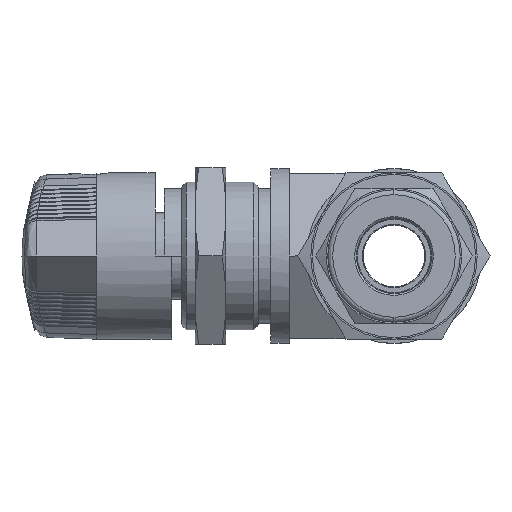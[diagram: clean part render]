
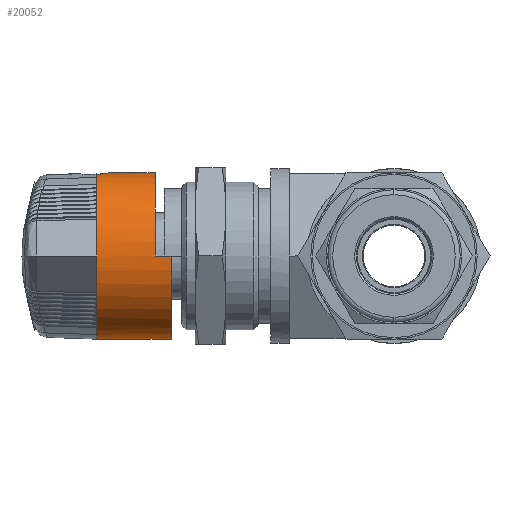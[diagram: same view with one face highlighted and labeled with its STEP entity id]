
A CAD part, left-side view. The second image highlights one B-rep face of the part: STEP entity #20052.
In plain terms, the highlighted cylindrical face has radius 13.5 mm (diameter 27 mm), a partial arc.
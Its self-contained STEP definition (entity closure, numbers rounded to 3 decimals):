
#16575 = VERTEX_POINT('',#16576);
#16576 = CARTESIAN_POINT('',(0.,10.2,13.5));
#16595 = EDGE_CURVE('',#16596,#16575,#16598,.T.);
#16596 = VERTEX_POINT('',#16597);
#16597 = CARTESIAN_POINT('',(-2.449,12.2,13.276));
#16598 = B_SPLINE_CURVE_WITH_KNOTS('',3,(#16599,#16600,#16601,#16602,
    #16603,#16604,#16605,#16606,#16607,#16608),.UNSPECIFIED.,.F.,.F.,(4,
    2,2,2,4),(0.,0.001,0.002,
    0.003,0.003),.UNSPECIFIED.);
#16599 = CARTESIAN_POINT('',(-2.449,12.2,13.276));
#16600 = CARTESIAN_POINT('',(-2.392,11.918,
    13.287));
#16601 = CARTESIAN_POINT('',(-2.288,11.652,
    13.306));
#16602 = CARTESIAN_POINT('',(-1.99,11.16,
    13.353));
#16603 = CARTESIAN_POINT('',(-1.804,10.946,
    13.381));
#16604 = CARTESIAN_POINT('',(-1.359,10.582,
    13.433));
#16605 = CARTESIAN_POINT('',(-1.111,10.442,
    13.457));
#16606 = CARTESIAN_POINT('',(-0.57,10.249,
    13.491));
#16607 = CARTESIAN_POINT('',(-0.288,10.2,13.5));
#16608 = CARTESIAN_POINT('',(0.,10.2,13.5));
#16725 = VERTEX_POINT('',#16726);
#16726 = CARTESIAN_POINT('',(0.,12.2,-13.5));
#16732 = EDGE_CURVE('',#16725,#16733,#16735,.T.);
#16733 = VERTEX_POINT('',#16734);
#16734 = CARTESIAN_POINT('',(-4.403,12.2,-12.762));
#16735 = CIRCLE('',#16736,13.5);
#16736 = AXIS2_PLACEMENT_3D('',#16737,#16738,#16739);
#16737 = CARTESIAN_POINT('',(0.,12.2,0.
    ));
#16738 = DIRECTION('',(0.,1.,0.));
#16739 = DIRECTION('',(0.,0.,-1.));
#16756 = EDGE_CURVE('',#16575,#16757,#16759,.T.);
#16757 = VERTEX_POINT('',#16758);
#16758 = CARTESIAN_POINT('',(0.,2.7,13.5));
#16759 = LINE('',#16760,#16761);
#16760 = CARTESIAN_POINT('',(0.,10.2,13.5));
#16761 = VECTOR('',#16762,1.);
#16762 = DIRECTION('',(0.,-1.,0.));
#16765 = VERTEX_POINT('',#16766);
#16766 = CARTESIAN_POINT('',(0.,2.7,-13.5));
#16773 = EDGE_CURVE('',#16765,#16725,#16774,.T.);
#16774 = LINE('',#16775,#16776);
#16775 = CARTESIAN_POINT('',(0.,2.7,-13.5));
#16776 = VECTOR('',#16777,1.);
#16777 = DIRECTION('',(0.,1.,0.));
#18895 = EDGE_CURVE('',#16733,#18896,#18898,.T.);
#18896 = VERTEX_POINT('',#18897);
#18897 = CARTESIAN_POINT('',(-10.437,12.2,-8.563));
#18898 = CIRCLE('',#18899,13.5);
#18899 = AXIS2_PLACEMENT_3D('',#18900,#18901,#18902);
#18900 = CARTESIAN_POINT('',(0.,12.2,0.)
  );
#18901 = DIRECTION('',(0.,1.,0.));
#18902 = DIRECTION('',(-0.326,0.,
    -0.945));
#18929 = VERTEX_POINT('',#18930);
#18930 = CARTESIAN_POINT('',(-10.437,12.2,8.563));
#18936 = EDGE_CURVE('',#18929,#18937,#18939,.T.);
#18937 = VERTEX_POINT('',#18938);
#18938 = CARTESIAN_POINT('',(-4.403,12.2,12.762));
#18939 = CIRCLE('',#18940,13.5);
#18940 = AXIS2_PLACEMENT_3D('',#18941,#18942,#18943);
#18941 = CARTESIAN_POINT('',(0.,12.2,0.));
#18942 = DIRECTION('',(0.,1.,0.));
#18943 = DIRECTION('',(-0.773,0.,0.634
    ));
#19498 = VERTEX_POINT('',#19499);
#19499 = CARTESIAN_POINT('',(-10.794,21.177,
    8.108));
#19527 = VERTEX_POINT('',#19528);
#19528 = CARTESIAN_POINT('',(-13.498,22.299,
    -0.219));
#19535 = EDGE_CURVE('',#19527,#19498,#19536,.T.);
#19536 = B_SPLINE_CURVE_WITH_KNOTS('',3,(#19537,#19538,#19539,#19540,
    #19541,#19542,#19543,#19544,#19545,#19546,#19547,#19548,#19549,
    #19550,#19551,#19552),.UNSPECIFIED.,.F.,.F.,(4,2,2,2,2,2,2,4),(0.,
    0.,0.001,0.002,
    0.005,0.006,0.007,
    0.009),.UNSPECIFIED.);
#19537 = CARTESIAN_POINT('',(-13.498,22.299,
    -0.219));
#19538 = CARTESIAN_POINT('',(-13.499,22.3,
    -0.148));
#19539 = CARTESIAN_POINT('',(-13.5,22.3,
    -0.077));
#19540 = CARTESIAN_POINT('',(-13.5,22.3,
    0.358));
#19541 = CARTESIAN_POINT('',(-13.486,22.294,
    0.723));
#19542 = CARTESIAN_POINT('',(-13.427,22.267,
    1.452));
#19543 = CARTESIAN_POINT('',(-13.382,22.247,
    1.818));
#19544 = CARTESIAN_POINT('',(-13.204,22.167,
    2.908));
#19545 = CARTESIAN_POINT('',(-13.027,22.089,
    3.614));
#19546 = CARTESIAN_POINT('',(-12.682,21.939,
    4.642));
#19547 = CARTESIAN_POINT('',(-12.553,21.884,
    4.98));
#19548 = CARTESIAN_POINT('',(-12.268,21.763,
    5.646));
#19549 = CARTESIAN_POINT('',(-12.111,21.698,
    5.975));
#19550 = CARTESIAN_POINT('',(-11.605,21.49,
    6.935));
#19551 = CARTESIAN_POINT('',(-11.222,21.338,
    7.538));
#19552 = CARTESIAN_POINT('',(-10.794,21.177,
    8.108));
#19585 = EDGE_CURVE('',#19586,#19527,#19588,.T.);
#19586 = VERTEX_POINT('',#19587);
#19587 = CARTESIAN_POINT('',(-10.794,21.177,
    -8.108));
#19588 = B_SPLINE_CURVE_WITH_KNOTS('',3,(#19589,#19590,#19591,#19592,
    #19593,#19594,#19595,#19596,#19597,#19598,#19599,#19600,#19601,
    #19602),.UNSPECIFIED.,.F.,.F.,(4,2,2,2,2,2,4),(0.,0.001
    ,0.002,0.004,0.005,
    0.007,0.009),.UNSPECIFIED.);
#19589 = CARTESIAN_POINT('',(-10.794,21.177,
    -8.108));
#19590 = CARTESIAN_POINT('',(-11.008,21.257,
    -7.824));
#19591 = CARTESIAN_POINT('',(-11.211,21.336,
    -7.53));
#19592 = CARTESIAN_POINT('',(-11.595,21.487,
    -6.923));
#19593 = CARTESIAN_POINT('',(-11.777,21.561,
    -6.609));
#19594 = CARTESIAN_POINT('',(-12.282,21.768,
    -5.65));
#19595 = CARTESIAN_POINT('',(-12.565,21.888,
    -4.989));
#19596 = CARTESIAN_POINT('',(-12.91,22.038,
    -3.965));
#19597 = CARTESIAN_POINT('',(-13.011,22.082,
    -3.617));
#19598 = CARTESIAN_POINT('',(-13.187,22.16,
    -2.911));
#19599 = CARTESIAN_POINT('',(-13.262,22.193,
    -2.551));
#19600 = CARTESIAN_POINT('',(-13.429,22.268,
    -1.532));
#19601 = CARTESIAN_POINT('',(-13.488,22.295,
    -0.876));
#19602 = CARTESIAN_POINT('',(-13.498,22.299,
    -0.219));
#19827 = EDGE_CURVE('',#19498,#18929,#19828,.T.);
#19828 = ( BOUNDED_CURVE() B_SPLINE_CURVE(3,(#19829,#19830,#19831,#19832
),.UNSPECIFIED.,.F.,.F.) B_SPLINE_CURVE_WITH_KNOTS((4,4),(0.,
0.043),.PIECEWISE_BEZIER_KNOTS.) CURVE() 
GEOMETRIC_REPRESENTATION_ITEM() RATIONAL_B_SPLINE_CURVE((1.,
1.,1.,1.)) REPRESENTATION_ITEM('') );
#19829 = CARTESIAN_POINT('',(-10.794,21.177,
    8.108));
#19830 = CARTESIAN_POINT('',(-10.678,18.086,
    8.262));
#19831 = CARTESIAN_POINT('',(-10.559,15.093,
    8.414));
#19832 = CARTESIAN_POINT('',(-10.437,12.2,8.563));
#19875 = EDGE_CURVE('',#18896,#19586,#19876,.T.);
#19876 = ( BOUNDED_CURVE() B_SPLINE_CURVE(3,(#19877,#19878,#19879,#19880
),.UNSPECIFIED.,.F.,.F.) B_SPLINE_CURVE_WITH_KNOTS((4,4),(0.,
0.043),.PIECEWISE_BEZIER_KNOTS.) CURVE() 
GEOMETRIC_REPRESENTATION_ITEM() RATIONAL_B_SPLINE_CURVE((1.,
1.,1.,1.)) REPRESENTATION_ITEM('') );
#19877 = CARTESIAN_POINT('',(-10.437,12.2,-8.563));
#19878 = CARTESIAN_POINT('',(-10.559,15.093,
    -8.414));
#19879 = CARTESIAN_POINT('',(-10.678,18.086,
    -8.262));
#19880 = CARTESIAN_POINT('',(-10.794,21.177,
    -8.108));
#20052 = ADVANCED_FACE('',(#20053),#20104,.T.);
#20053 = FACE_BOUND('',#20054,.T.);
#20054 = EDGE_LOOP('',(#20055,#20056,#20057,#20064,#20065,#20066,#20067,
    #20068,#20069,#20070,#20071,#20072,#20080,#20089,#20097));
#20055 = ORIENTED_EDGE('',*,*,#16756,.F.);
#20056 = ORIENTED_EDGE('',*,*,#16595,.F.);
#20057 = ORIENTED_EDGE('',*,*,#20058,.T.);
#20058 = EDGE_CURVE('',#16596,#18937,#20059,.T.);
#20059 = CIRCLE('',#20060,13.5);
#20060 = AXIS2_PLACEMENT_3D('',#20061,#20062,#20063);
#20061 = CARTESIAN_POINT('',(0.,12.2,0.
    ));
#20062 = DIRECTION('',(0.,-1.,0.));
#20063 = DIRECTION('',(-0.181,0.,0.983
    ));
#20064 = ORIENTED_EDGE('',*,*,#18936,.F.);
#20065 = ORIENTED_EDGE('',*,*,#19827,.F.);
#20066 = ORIENTED_EDGE('',*,*,#19535,.F.);
#20067 = ORIENTED_EDGE('',*,*,#19585,.F.);
#20068 = ORIENTED_EDGE('',*,*,#19875,.F.);
#20069 = ORIENTED_EDGE('',*,*,#18895,.F.);
#20070 = ORIENTED_EDGE('',*,*,#16732,.F.);
#20071 = ORIENTED_EDGE('',*,*,#16773,.F.);
#20072 = ORIENTED_EDGE('',*,*,#20073,.T.);
#20073 = EDGE_CURVE('',#16765,#20074,#20076,.T.);
#20074 = VERTEX_POINT('',#20075);
#20075 = CARTESIAN_POINT('',(0.,0.,-13.5));
#20076 = LINE('',#20077,#20078);
#20077 = CARTESIAN_POINT('',(0.,2.7,-13.5));
#20078 = VECTOR('',#20079,1.);
#20079 = DIRECTION('',(0.,-1.,0.));
#20080 = ORIENTED_EDGE('',*,*,#20081,.T.);
#20081 = EDGE_CURVE('',#20074,#20082,#20084,.T.);
#20082 = VERTEX_POINT('',#20083);
#20083 = CARTESIAN_POINT('',(-13.5,0.,0.));
#20084 = CIRCLE('',#20085,13.5);
#20085 = AXIS2_PLACEMENT_3D('',#20086,#20087,#20088);
#20086 = CARTESIAN_POINT('',(0.,0.,0.));
#20087 = DIRECTION('',(0.,1.,0.));
#20088 = DIRECTION('',(0.,0.,-1.));
#20089 = ORIENTED_EDGE('',*,*,#20090,.T.);
#20090 = EDGE_CURVE('',#20082,#20091,#20093,.T.);
#20091 = VERTEX_POINT('',#20092);
#20092 = CARTESIAN_POINT('',(-13.5,2.7,0.));
#20093 = LINE('',#20094,#20095);
#20094 = CARTESIAN_POINT('',(-13.5,0.,0.));
#20095 = VECTOR('',#20096,1.);
#20096 = DIRECTION('',(0.,1.,0.));
#20097 = ORIENTED_EDGE('',*,*,#20098,.T.);
#20098 = EDGE_CURVE('',#20091,#16757,#20099,.T.);
#20099 = CIRCLE('',#20100,13.5);
#20100 = AXIS2_PLACEMENT_3D('',#20101,#20102,#20103);
#20101 = CARTESIAN_POINT('',(0.,2.7,0.));
#20102 = DIRECTION('',(0.,1.,0.));
#20103 = DIRECTION('',(-1.,0.,0.));
#20104 = CYLINDRICAL_SURFACE('',#20105,13.5);
#20105 = AXIS2_PLACEMENT_3D('',#20106,#20107,#20108);
#20106 = CARTESIAN_POINT('',(0.,22.315,
    0.));
#20107 = DIRECTION('',(0.,-1.,0.));
#20108 = DIRECTION('',(0.,0.,-1.));
